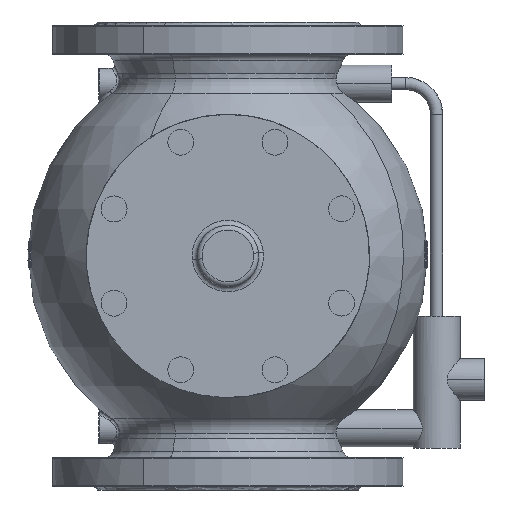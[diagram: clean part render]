
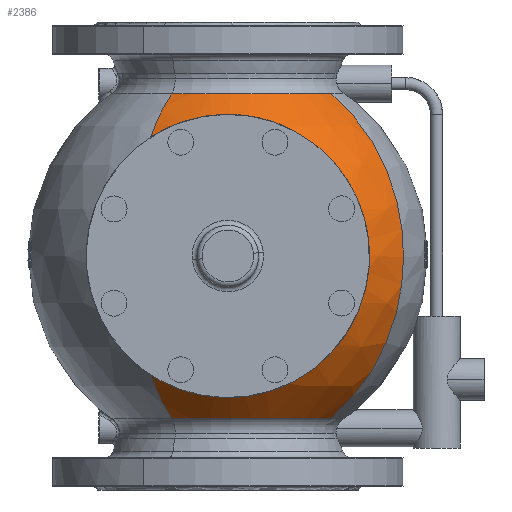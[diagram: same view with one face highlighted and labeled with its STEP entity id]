
A CAD part, front view. The second image highlights one B-rep face of the part: STEP entity #2386.
In plain terms, the highlighted spherical face has radius 162.5 mm.
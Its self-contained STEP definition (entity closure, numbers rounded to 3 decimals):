
#1476=AXIS2_PLACEMENT_3D('Sphere Axis2P3D',#1473,#1474,#1475) ;
#1480=AXIS2_PLACEMENT_3D('Circle Axis2P3D',#1478,#1479,$) ;
#1489=AXIS2_PLACEMENT_3D('Circle Axis2P3D',#1487,#1488,$) ;
#1630=AXIS2_PLACEMENT_3D('Circle Axis2P3D',#1628,#1629,$) ;
#2295=AXIS2_PLACEMENT_3D('Circle Axis2P3D',#2293,#2294,$) ;
#2302=AXIS2_PLACEMENT_3D('Circle Axis2P3D',#2300,#2301,$) ;
#2365=AXIS2_PLACEMENT_3D('Circle Axis2P3D',#2363,#2364,$) ;
#2372=AXIS2_PLACEMENT_3D('Circle Axis2P3D',#2370,#2371,$) ;
#1473=CARTESIAN_POINT('Axis2P3D Location',(0.,-122.,0.)) ;
#1478=CARTESIAN_POINT('Axis2P3D Location',(0.,-122.,0.)) ;
#1482=CARTESIAN_POINT('Vertex',(137.359,-197.039,43.68)) ;
#1484=CARTESIAN_POINT('Vertex',(136.883,-196.779,-45.579)) ;
#1487=CARTESIAN_POINT('Axis2P3D Location',(0.,-122.,0.)) ;
#1491=CARTESIAN_POINT('Vertex',(83.689,-167.72,-131.576)) ;
#1625=CARTESIAN_POINT('Vertex',(83.689,-167.72,131.576)) ;
#1628=CARTESIAN_POINT('Axis2P3D Location',(0.,-122.,0.)) ;
#2293=CARTESIAN_POINT('Axis2P3D Location',(0.,-122.,131.576)) ;
#2297=CARTESIAN_POINT('Vertex',(-45.72,-205.689,131.576)) ;
#2300=CARTESIAN_POINT('Axis2P3D Location',(0.,-122.,0.)) ;
#2304=CARTESIAN_POINT('Vertex',(-63.68,-238.565,93.614)) ;
#2308=CARTESIAN_POINT('Control Point',(-63.68,-238.565,93.614)) ;
#2309=CARTESIAN_POINT('Control Point',(-57.278,-238.565,97.969)) ;
#2310=CARTESIAN_POINT('Control Point',(-50.689,-238.565,101.65)) ;
#2311=CARTESIAN_POINT('Control Point',(-44.054,-238.565,104.659)) ;
#2312=CARTESIAN_POINT('Control Point',(-29.576,-238.565,109.934)) ;
#2313=CARTESIAN_POINT('Control Point',(-15.281,-238.565,112.589)) ;
#2314=CARTESIAN_POINT('Control Point',(-7.594,-238.565,113.351)) ;
#2315=CARTESIAN_POINT('Control Point',(6.081,-238.565,113.585)) ;
#2316=CARTESIAN_POINT('Control Point',(19.845,-238.565,111.718)) ;
#2317=CARTESIAN_POINT('Control Point',(25.931,-238.565,110.48)) ;
#2318=CARTESIAN_POINT('Control Point',(37.166,-238.565,107.368)) ;
#2319=CARTESIAN_POINT('Control Point',(48.459,-238.565,102.556)) ;
#2320=CARTESIAN_POINT('Control Point',(53.581,-238.565,99.994)) ;
#2321=CARTESIAN_POINT('Control Point',(61.658,-238.565,95.272)) ;
#2322=CARTESIAN_POINT('Control Point',(69.455,-238.565,89.523)) ;
#2323=CARTESIAN_POINT('Control Point',(72.304,-238.565,87.242)) ;
#2324=CARTESIAN_POINT('Control Point',(80.782,-238.565,79.866)) ;
#2325=CARTESIAN_POINT('Control Point',(88.517,-238.566,71.241)) ;
#2326=CARTESIAN_POINT('Control Point',(93.259,-238.565,64.927)) ;
#2327=CARTESIAN_POINT('Control Point',(103.472,-238.565,48.492)) ;
#2328=CARTESIAN_POINT('Control Point',(110.078,-238.566,30.033)) ;
#2329=CARTESIAN_POINT('Control Point',(112.559,-238.566,18.673)) ;
#2330=CARTESIAN_POINT('Control Point',(114.544,-238.565,-3.844)) ;
#2331=CARTESIAN_POINT('Control Point',(110.98,-238.566,-26.153)) ;
#2332=CARTESIAN_POINT('Control Point',(107.914,-238.565,-36.821)) ;
#2333=CARTESIAN_POINT('Control Point',(101.492,-238.565,-51.894)) ;
#2334=CARTESIAN_POINT('Control Point',(92.657,-238.565,-65.384)) ;
#2335=CARTESIAN_POINT('Control Point',(89.53,-238.566,-69.598)) ;
#2336=CARTESIAN_POINT('Control Point',(82.856,-238.566,-77.587)) ;
#2337=CARTESIAN_POINT('Control Point',(75.473,-238.566,-84.624)) ;
#2338=CARTESIAN_POINT('Control Point',(71.637,-238.565,-87.887)) ;
#2339=CARTESIAN_POINT('Control Point',(67.695,-238.565,-90.883)) ;
#2340=CARTESIAN_POINT('Control Point',(63.68,-238.565,-93.614)) ;
#2341=CARTESIAN_POINT('Vertex',(63.68,-238.565,-93.614)) ;
#2345=CARTESIAN_POINT('Control Point',(63.68,-238.565,-93.614)) ;
#2346=CARTESIAN_POINT('Control Point',(58.715,-238.565,-96.992)) ;
#2347=CARTESIAN_POINT('Control Point',(53.64,-238.565,-99.962)) ;
#2348=CARTESIAN_POINT('Control Point',(48.52,-238.565,-102.527)) ;
#2349=CARTESIAN_POINT('Control Point',(35.624,-238.565,-108.031)) ;
#2350=CARTESIAN_POINT('Control Point',(22.815,-238.565,-111.313)) ;
#2351=CARTESIAN_POINT('Control Point',(15.19,-238.565,-112.581)) ;
#2352=CARTESIAN_POINT('Control Point',(1.984,-238.565,-113.69)) ;
#2353=CARTESIAN_POINT('Control Point',(-11.223,-238.565,-112.874)) ;
#2354=CARTESIAN_POINT('Control Point',(-16.875,-238.565,-112.176)) ;
#2355=CARTESIAN_POINT('Control Point',(-29.591,-238.565,-109.785)) ;
#2356=CARTESIAN_POINT('Control Point',(-42.474,-238.565,-105.362)) ;
#2357=CARTESIAN_POINT('Control Point',(-49.64,-238.565,-102.231)) ;
#2358=CARTESIAN_POINT('Control Point',(-56.766,-238.565,-98.317)) ;
#2359=CARTESIAN_POINT('Control Point',(-63.68,-238.565,-93.614)) ;
#2360=CARTESIAN_POINT('Vertex',(-63.68,-238.565,-93.614)) ;
#2363=CARTESIAN_POINT('Axis2P3D Location',(0.,-122.,0.)) ;
#2367=CARTESIAN_POINT('Vertex',(-45.72,-205.689,-131.576)) ;
#2370=CARTESIAN_POINT('Axis2P3D Location',(0.,-122.,-131.576)) ;
#1474=DIRECTION('Axis2P3D Direction',(0.,0.,-1.)) ;
#1475=DIRECTION('Axis2P3D XDirection',(0.479,0.878,0.)) ;
#1479=DIRECTION('Axis2P3D Direction',(0.479,0.878,0.)) ;
#1488=DIRECTION('Axis2P3D Direction',(0.479,0.878,0.)) ;
#1629=DIRECTION('Axis2P3D Direction',(0.479,0.878,0.)) ;
#2294=DIRECTION('Axis2P3D Direction',(0.,0.,-1.)) ;
#2301=DIRECTION('Axis2P3D Direction',(0.878,-0.479,0.)) ;
#2364=DIRECTION('Axis2P3D Direction',(0.878,-0.479,0.)) ;
#2371=DIRECTION('Axis2P3D Direction',(0.,0.,-1.)) ;
#2376=ORIENTED_EDGE('',*,*,#1632,.F.) ;
#2377=ORIENTED_EDGE('',*,*,#2299,.T.) ;
#2378=ORIENTED_EDGE('',*,*,#2306,.F.) ;
#2379=ORIENTED_EDGE('',*,*,#2343,.F.) ;
#2380=ORIENTED_EDGE('',*,*,#2362,.F.) ;
#2381=ORIENTED_EDGE('',*,*,#2369,.F.) ;
#2382=ORIENTED_EDGE('',*,*,#2374,.F.) ;
#2383=ORIENTED_EDGE('',*,*,#1493,.F.) ;
#2384=ORIENTED_EDGE('',*,*,#1486,.F.) ;
#2386=ADVANCED_FACE('Brep With Voids',(#2385),#1477,.T.) ;
#2307=B_SPLINE_CURVE_WITH_KNOTS('',5,(#2308,#2309,#2310,#2311,#2312,#2313,#2314,#2315,#2316,#2317,#2318,#2319,#2320,#2321,#2322,#2323,#2324,#2325,#2326,#2327,#2328,#2329,#2330,#2331,#2332,#2333,#2334,#2335,#2336,#2337,#2338,#2339,#2340),.UNSPECIFIED.,.F.,.U.,(6,3,3,3,3,3,3,3,3,3,6),(0.,58.278,127.56,181.825,226.993,253.746,308.517,387.333,462.609,499.161,535.714),.UNSPECIFIED.) ;
#2344=B_SPLINE_CURVE_WITH_KNOTS('',5,(#2345,#2346,#2347,#2348,#2349,#2350,#2351,#2352,#2353,#2354,#2355,#2356,#2357,#2358,#2359),.UNSPECIFIED.,.F.,.U.,(6,3,3,3,6),(0.,43.716,109.98,159.22,220.083),.UNSPECIFIED.) ;
#1481=CIRCLE('generated circle',#1480,162.5) ;
#1490=CIRCLE('generated circle',#1489,162.5) ;
#1631=CIRCLE('generated circle',#1630,162.5) ;
#2296=CIRCLE('generated circle',#2295,95.363) ;
#2303=CIRCLE('generated circle',#2302,162.5) ;
#2366=CIRCLE('generated circle',#2365,162.5) ;
#2373=CIRCLE('generated circle',#2372,95.363) ;
#1486=EDGE_CURVE('',#1483,#1485,#1481,.T.) ;
#1493=EDGE_CURVE('',#1485,#1492,#1490,.T.) ;
#1632=EDGE_CURVE('',#1626,#1483,#1631,.T.) ;
#2299=EDGE_CURVE('',#1626,#2298,#2296,.T.) ;
#2306=EDGE_CURVE('',#2305,#2298,#2303,.F.) ;
#2343=EDGE_CURVE('',#2342,#2305,#2307,.F.) ;
#2362=EDGE_CURVE('',#2361,#2342,#2344,.F.) ;
#2369=EDGE_CURVE('',#2368,#2361,#2366,.F.) ;
#2374=EDGE_CURVE('',#1492,#2368,#2373,.T.) ;
#2375=EDGE_LOOP('',(#2376,#2377,#2378,#2379,#2380,#2381,#2382,#2383,#2384)) ;
#2385=FACE_OUTER_BOUND('',#2375,.T.) ;
#1477=SPHERICAL_SURFACE('',#1476,162.5) ;
#1483=VERTEX_POINT('',#1482) ;
#1485=VERTEX_POINT('',#1484) ;
#1492=VERTEX_POINT('',#1491) ;
#1626=VERTEX_POINT('',#1625) ;
#2298=VERTEX_POINT('',#2297) ;
#2305=VERTEX_POINT('',#2304) ;
#2342=VERTEX_POINT('',#2341) ;
#2361=VERTEX_POINT('',#2360) ;
#2368=VERTEX_POINT('',#2367) ;
